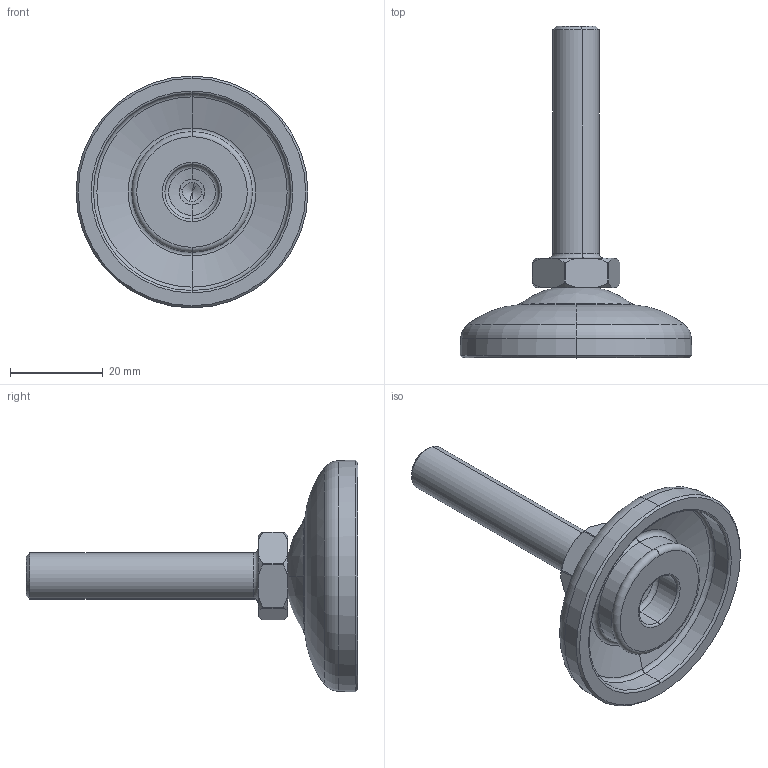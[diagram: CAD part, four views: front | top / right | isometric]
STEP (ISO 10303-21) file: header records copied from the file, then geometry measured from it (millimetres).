
FILE_DESCRIPTION (( 'STEP AP214' ), '1' );
FILE_NAME ('9E050K10050E.STEP', '2014-09-22T10:23:39', ( '' ), ( '' ), 'SwSTEP 2.0', 'SolidWorks 2014', '' );
FILE_SCHEMA (( 'AUTOMOTIVE_DESIGN' ));
Length unit declared in the file: millimetre
Products named in the file (3): 098em10_098 em 10 050; 098e050k_098 e 050 k; 9E050K10050E
Assembly tree (2 placements, depth 2):
  9E050K10050E
    098e050k_098 e 050 k
    098em10_098 em 10 050
Bounding box: 49.97 x 71.49 x 49.97 mm (x, y, z)
Volume: 18377.2 mm3; surface area: 9048.5 mm2
Topology: 2 solids, 2 shells, 77 faces, 182 edges, 109 vertices
Faces by surface type: cone 26, torus 20, cylinder 16, plane 11, sphere 4
Entity records: 2434 total; most frequent: CARTESIAN_POINT 499, DIRECTION 428, ORIENTED_EDGE 360, AXIS2_PLACEMENT_3D 190, EDGE_CURVE 180, VERTEX_POINT 109, CIRCLE 108, EDGE_LOOP 81
